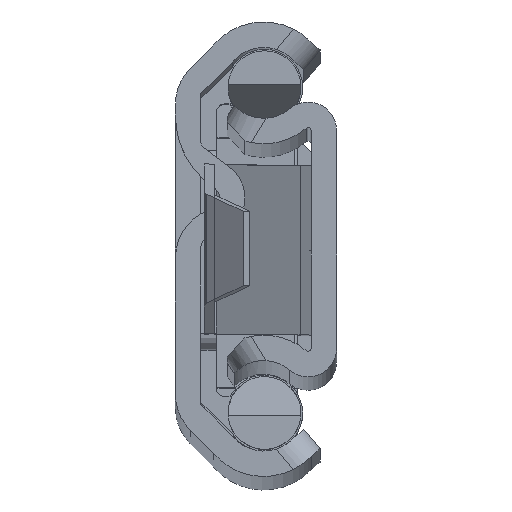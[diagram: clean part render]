
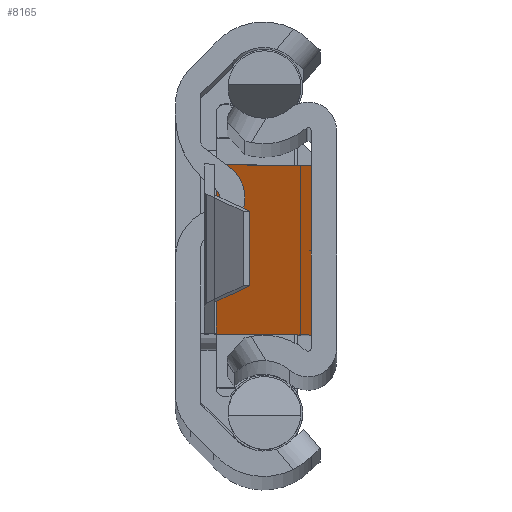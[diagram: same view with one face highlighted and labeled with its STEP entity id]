
A CAD part, top view. The second image highlights one B-rep face of the part: STEP entity #8165.
In plain terms, the highlighted face is planar.
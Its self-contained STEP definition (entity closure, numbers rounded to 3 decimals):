
#331 = EDGE_CURVE ( 'NONE', #1911, #7915, #2613, .T. ) ;
#549 = LINE ( 'NONE', #2077, #3110 ) ;
#660 = EDGE_CURVE ( 'NONE', #1911, #9663, #1717, .T. ) ;
#969 = DIRECTION ( 'NONE',  ( 0.976, 0.22, 0. ) ) ;
#1182 = DIRECTION ( 'NONE',  ( 0., 0., 1. ) ) ;
#1224 = DIRECTION ( 'NONE',  ( 0., 0., 1. ) ) ;
#1531 = CARTESIAN_POINT ( 'NONE',  ( 47.267, 5.115, 0. ) ) ;
#1711 = DIRECTION ( 'NONE',  ( 0.22, -0.976, 0. ) ) ;
#1717 = LINE ( 'NONE', #2355, #8972 ) ;
#1911 = VERTEX_POINT ( 'NONE', #6119 ) ;
#2027 = CARTESIAN_POINT ( 'NONE',  ( 47.267, 5.115, -10. ) ) ;
#2077 = CARTESIAN_POINT ( 'NONE',  ( 47.267, 5.115, -10. ) ) ;
#2206 = AXIS2_PLACEMENT_3D ( 'NONE', #7599, #1711, #969 ) ;
#2355 = CARTESIAN_POINT ( 'NONE',  ( 47.267, 5.115, -10. ) ) ;
#2424 = EDGE_LOOP ( 'NONE', ( #9437, #5370, #2578, #8617 ) ) ;
#2578 = ORIENTED_EDGE ( 'NONE', *, *, #660, .T. ) ;
#2613 = LINE ( 'NONE', #3492, #3178 ) ;
#3110 = VECTOR ( 'NONE', #1182, 1000. ) ;
#3178 = VECTOR ( 'NONE', #1224, 1000. ) ;
#3313 = VERTEX_POINT ( 'NONE', #3870 ) ;
#3492 = CARTESIAN_POINT ( 'NONE',  ( 21.867, -0.6, -10. ) ) ;
#3870 = CARTESIAN_POINT ( 'NONE',  ( 47.267, 5.115, 0. ) ) ;
#4761 = EDGE_CURVE ( 'NONE', #7915, #3313, #8263, .T. ) ;
#5335 = FACE_OUTER_BOUND ( 'NONE', #2424, .T. ) ;
#5370 = ORIENTED_EDGE ( 'NONE', *, *, #331, .F. ) ;
#6119 = CARTESIAN_POINT ( 'NONE',  ( 21.867, -0.6, -10. ) ) ;
#6446 = EDGE_CURVE ( 'NONE', #9663, #3313, #549, .T. ) ;
#7554 = DIRECTION ( 'NONE',  ( 0.976, 0.22, 0. ) ) ;
#7599 = CARTESIAN_POINT ( 'NONE',  ( 47.267, 5.115, -10. ) ) ;
#7915 = VERTEX_POINT ( 'NONE', #8734 ) ;
#8165 = ADVANCED_FACE ( 'NONE', ( #5335 ), #8440, .T. ) ;
#8263 = LINE ( 'NONE', #1531, #8904 ) ;
#8440 = PLANE ( 'NONE',  #2206 ) ;
#8617 = ORIENTED_EDGE ( 'NONE', *, *, #6446, .T. ) ;
#8734 = CARTESIAN_POINT ( 'NONE',  ( 21.867, -0.6, 0. ) ) ;
#8904 = VECTOR ( 'NONE', #9501, 1000. ) ;
#8972 = VECTOR ( 'NONE', #7554, 1000. ) ;
#9437 = ORIENTED_EDGE ( 'NONE', *, *, #4761, .F. ) ;
#9501 = DIRECTION ( 'NONE',  ( 0.976, 0.22, 0. ) ) ;
#9663 = VERTEX_POINT ( 'NONE', #2027 ) ;
